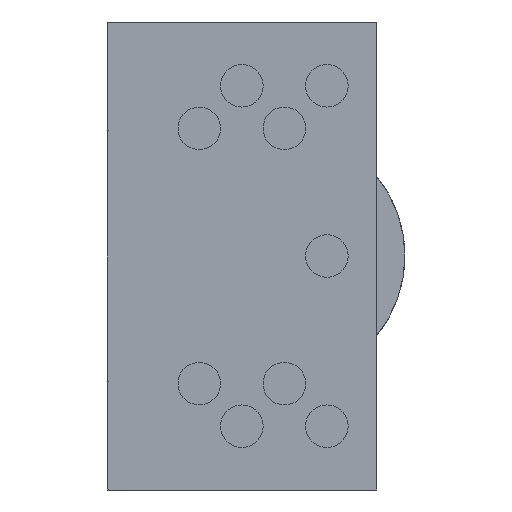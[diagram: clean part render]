
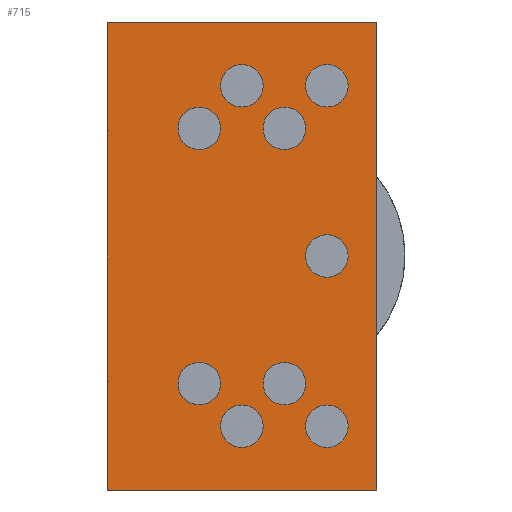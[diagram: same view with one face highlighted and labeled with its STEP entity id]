
A CAD part, front view. The second image highlights one B-rep face of the part: STEP entity #715.
In plain terms, the highlighted planar face has unit normal (0, -1, 0).
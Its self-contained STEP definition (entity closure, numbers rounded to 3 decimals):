
#15=FACE_BOUND('',#237,.T.);
#16=FACE_BOUND('',#238,.T.);
#17=FACE_BOUND('',#239,.T.);
#18=FACE_BOUND('',#240,.T.);
#19=FACE_BOUND('',#241,.T.);
#20=FACE_BOUND('',#242,.T.);
#21=FACE_BOUND('',#243,.T.);
#22=FACE_BOUND('',#244,.T.);
#23=FACE_BOUND('',#245,.T.);
#40=PLANE('',#828);
#76=LINE('',#1475,#119);
#77=LINE('',#1477,#120);
#78=LINE('',#1479,#121);
#79=LINE('',#1481,#122);
#80=LINE('',#1483,#123);
#81=LINE('',#1484,#124);
#119=VECTOR('',#1040,10.);
#120=VECTOR('',#1041,10.);
#121=VECTOR('',#1042,10.);
#122=VECTOR('',#1043,10.);
#123=VECTOR('',#1044,10.);
#124=VECTOR('',#1045,10.);
#191=FACE_OUTER_BOUND('',#236,.T.);
#236=EDGE_LOOP('',(#619,#620,#621,#622,#623,#624));
#237=EDGE_LOOP('',(#625,#626));
#238=EDGE_LOOP('',(#627,#628));
#239=EDGE_LOOP('',(#629,#630));
#240=EDGE_LOOP('',(#631,#632));
#241=EDGE_LOOP('',(#633,#634));
#242=EDGE_LOOP('',(#635,#636));
#243=EDGE_LOOP('',(#637,#638));
#244=EDGE_LOOP('',(#639,#640));
#245=EDGE_LOOP('',(#641,#642));
#260=CIRCLE('',#763,1.5);
#261=CIRCLE('',#764,1.5);
#264=CIRCLE('',#769,1.5);
#265=CIRCLE('',#770,1.5);
#268=CIRCLE('',#775,1.5);
#269=CIRCLE('',#776,1.5);
#272=CIRCLE('',#781,1.5);
#273=CIRCLE('',#782,1.5);
#276=CIRCLE('',#787,1.5);
#277=CIRCLE('',#788,1.5);
#280=CIRCLE('',#793,1.5);
#281=CIRCLE('',#794,1.5);
#289=CIRCLE('',#811,1.5);
#290=CIRCLE('',#812,1.5);
#293=CIRCLE('',#817,1.5);
#294=CIRCLE('',#818,1.5);
#297=CIRCLE('',#823,1.5);
#298=CIRCLE('',#824,1.5);
#322=VERTEX_POINT('',#1346);
#323=VERTEX_POINT('',#1347);
#326=VERTEX_POINT('',#1357);
#327=VERTEX_POINT('',#1358);
#330=VERTEX_POINT('',#1368);
#331=VERTEX_POINT('',#1369);
#334=VERTEX_POINT('',#1379);
#335=VERTEX_POINT('',#1380);
#338=VERTEX_POINT('',#1390);
#339=VERTEX_POINT('',#1391);
#342=VERTEX_POINT('',#1401);
#343=VERTEX_POINT('',#1402);
#353=VERTEX_POINT('',#1440);
#354=VERTEX_POINT('',#1441);
#357=VERTEX_POINT('',#1451);
#358=VERTEX_POINT('',#1452);
#361=VERTEX_POINT('',#1462);
#362=VERTEX_POINT('',#1463);
#365=VERTEX_POINT('',#1473);
#366=VERTEX_POINT('',#1474);
#367=VERTEX_POINT('',#1476);
#368=VERTEX_POINT('',#1478);
#369=VERTEX_POINT('',#1480);
#370=VERTEX_POINT('',#1482);
#400=EDGE_CURVE('',#322,#323,#260,.T.);
#401=EDGE_CURVE('',#323,#322,#261,.T.);
#405=EDGE_CURVE('',#326,#327,#264,.T.);
#406=EDGE_CURVE('',#327,#326,#265,.T.);
#410=EDGE_CURVE('',#330,#331,#268,.T.);
#411=EDGE_CURVE('',#331,#330,#269,.T.);
#415=EDGE_CURVE('',#334,#335,#272,.T.);
#416=EDGE_CURVE('',#335,#334,#273,.T.);
#420=EDGE_CURVE('',#338,#339,#276,.T.);
#421=EDGE_CURVE('',#339,#338,#277,.T.);
#425=EDGE_CURVE('',#342,#343,#280,.T.);
#426=EDGE_CURVE('',#343,#342,#281,.T.);
#444=EDGE_CURVE('',#353,#354,#289,.T.);
#445=EDGE_CURVE('',#354,#353,#290,.T.);
#449=EDGE_CURVE('',#357,#358,#293,.T.);
#450=EDGE_CURVE('',#358,#357,#294,.T.);
#454=EDGE_CURVE('',#361,#362,#297,.T.);
#455=EDGE_CURVE('',#362,#361,#298,.T.);
#459=EDGE_CURVE('',#365,#366,#76,.T.);
#460=EDGE_CURVE('',#367,#365,#77,.T.);
#461=EDGE_CURVE('',#368,#367,#78,.T.);
#462=EDGE_CURVE('',#369,#368,#79,.T.);
#463=EDGE_CURVE('',#370,#369,#80,.T.);
#464=EDGE_CURVE('',#366,#370,#81,.T.);
#619=ORIENTED_EDGE('',*,*,#459,.F.);
#620=ORIENTED_EDGE('',*,*,#460,.F.);
#621=ORIENTED_EDGE('',*,*,#461,.F.);
#622=ORIENTED_EDGE('',*,*,#462,.F.);
#623=ORIENTED_EDGE('',*,*,#463,.F.);
#624=ORIENTED_EDGE('',*,*,#464,.F.);
#625=ORIENTED_EDGE('',*,*,#400,.T.);
#626=ORIENTED_EDGE('',*,*,#401,.T.);
#627=ORIENTED_EDGE('',*,*,#405,.T.);
#628=ORIENTED_EDGE('',*,*,#406,.T.);
#629=ORIENTED_EDGE('',*,*,#410,.T.);
#630=ORIENTED_EDGE('',*,*,#411,.T.);
#631=ORIENTED_EDGE('',*,*,#415,.T.);
#632=ORIENTED_EDGE('',*,*,#416,.T.);
#633=ORIENTED_EDGE('',*,*,#420,.T.);
#634=ORIENTED_EDGE('',*,*,#421,.T.);
#635=ORIENTED_EDGE('',*,*,#425,.T.);
#636=ORIENTED_EDGE('',*,*,#426,.T.);
#637=ORIENTED_EDGE('',*,*,#444,.T.);
#638=ORIENTED_EDGE('',*,*,#445,.T.);
#639=ORIENTED_EDGE('',*,*,#449,.T.);
#640=ORIENTED_EDGE('',*,*,#450,.T.);
#641=ORIENTED_EDGE('',*,*,#454,.T.);
#642=ORIENTED_EDGE('',*,*,#455,.T.);
#715=ADVANCED_FACE('',(#191,#15,#16,#17,#18,#19,#20,#21,#22,#23),#40,.F.);
#763=AXIS2_PLACEMENT_3D('',#1348,#890,#891);
#764=AXIS2_PLACEMENT_3D('',#1349,#892,#893);
#769=AXIS2_PLACEMENT_3D('',#1359,#903,#904);
#770=AXIS2_PLACEMENT_3D('',#1360,#905,#906);
#775=AXIS2_PLACEMENT_3D('',#1370,#916,#917);
#776=AXIS2_PLACEMENT_3D('',#1371,#918,#919);
#781=AXIS2_PLACEMENT_3D('',#1381,#929,#930);
#782=AXIS2_PLACEMENT_3D('',#1382,#931,#932);
#787=AXIS2_PLACEMENT_3D('',#1392,#942,#943);
#788=AXIS2_PLACEMENT_3D('',#1393,#944,#945);
#793=AXIS2_PLACEMENT_3D('',#1403,#955,#956);
#794=AXIS2_PLACEMENT_3D('',#1404,#957,#958);
#811=AXIS2_PLACEMENT_3D('',#1442,#1001,#1002);
#812=AXIS2_PLACEMENT_3D('',#1443,#1003,#1004);
#817=AXIS2_PLACEMENT_3D('',#1453,#1014,#1015);
#818=AXIS2_PLACEMENT_3D('',#1454,#1016,#1017);
#823=AXIS2_PLACEMENT_3D('',#1464,#1027,#1028);
#824=AXIS2_PLACEMENT_3D('',#1465,#1029,#1030);
#828=AXIS2_PLACEMENT_3D('',#1472,#1038,#1039);
#890=DIRECTION('center_axis',(0.,1.,0.));
#891=DIRECTION('ref_axis',(-1.,0.,0.));
#892=DIRECTION('center_axis',(0.,1.,0.));
#893=DIRECTION('ref_axis',(-1.,0.,0.));
#903=DIRECTION('center_axis',(0.,1.,0.));
#904=DIRECTION('ref_axis',(-1.,0.,0.));
#905=DIRECTION('center_axis',(0.,1.,0.));
#906=DIRECTION('ref_axis',(-1.,0.,0.));
#916=DIRECTION('center_axis',(0.,1.,0.));
#917=DIRECTION('ref_axis',(1.,0.,0.));
#918=DIRECTION('center_axis',(0.,1.,0.));
#919=DIRECTION('ref_axis',(1.,0.,0.));
#929=DIRECTION('center_axis',(0.,1.,0.));
#930=DIRECTION('ref_axis',(1.,0.,0.));
#931=DIRECTION('center_axis',(0.,1.,0.));
#932=DIRECTION('ref_axis',(1.,0.,0.));
#942=DIRECTION('center_axis',(0.,1.,0.));
#943=DIRECTION('ref_axis',(1.,0.,0.));
#944=DIRECTION('center_axis',(0.,1.,0.));
#945=DIRECTION('ref_axis',(1.,0.,0.));
#955=DIRECTION('center_axis',(0.,1.,0.));
#956=DIRECTION('ref_axis',(1.,0.,0.));
#957=DIRECTION('center_axis',(0.,1.,0.));
#958=DIRECTION('ref_axis',(1.,0.,0.));
#1001=DIRECTION('center_axis',(0.,1.,0.));
#1002=DIRECTION('ref_axis',(-1.,0.,0.));
#1003=DIRECTION('center_axis',(0.,1.,0.));
#1004=DIRECTION('ref_axis',(-1.,0.,0.));
#1014=DIRECTION('center_axis',(0.,1.,0.));
#1015=DIRECTION('ref_axis',(-1.,0.,0.));
#1016=DIRECTION('center_axis',(0.,1.,0.));
#1017=DIRECTION('ref_axis',(-1.,0.,0.));
#1027=DIRECTION('center_axis',(0.,1.,0.));
#1028=DIRECTION('ref_axis',(-1.,0.,0.));
#1029=DIRECTION('center_axis',(0.,1.,0.));
#1030=DIRECTION('ref_axis',(-1.,0.,0.));
#1038=DIRECTION('center_axis',(0.,1.,0.));
#1039=DIRECTION('ref_axis',(0.,0.,1.));
#1040=DIRECTION('',(1.,0.,0.));
#1041=DIRECTION('',(0.,0.,1.));
#1042=DIRECTION('',(0.,0.,1.));
#1043=DIRECTION('',(0.,0.,1.));
#1044=DIRECTION('',(-1.,0.,0.));
#1045=DIRECTION('',(0.,0.,-1.));
#1346=CARTESIAN_POINT('',(5.,0.,-7.5));
#1347=CARTESIAN_POINT('',(8.,0.,-7.5));
#1348=CARTESIAN_POINT('Origin',(6.5,0.,-7.5));
#1349=CARTESIAN_POINT('Origin',(6.5,0.,-7.5));
#1357=CARTESIAN_POINT('',(5.,0.,-25.5));
#1358=CARTESIAN_POINT('',(8.,0.,-25.5));
#1359=CARTESIAN_POINT('Origin',(6.5,0.,-25.5));
#1360=CARTESIAN_POINT('Origin',(6.5,0.,-25.5));
#1368=CARTESIAN_POINT('',(17.,0.,-4.5));
#1369=CARTESIAN_POINT('',(14.,0.,-4.5));
#1370=CARTESIAN_POINT('Origin',(15.5,0.,-4.5));
#1371=CARTESIAN_POINT('Origin',(15.5,0.,-4.5));
#1379=CARTESIAN_POINT('',(11.,0.,-28.5));
#1380=CARTESIAN_POINT('',(8.,0.,-28.5));
#1381=CARTESIAN_POINT('Origin',(9.5,0.,-28.5));
#1382=CARTESIAN_POINT('Origin',(9.5,0.,-28.5));
#1390=CARTESIAN_POINT('',(11.,0.,-4.5));
#1391=CARTESIAN_POINT('',(8.,0.,-4.5));
#1392=CARTESIAN_POINT('Origin',(9.5,0.,-4.5));
#1393=CARTESIAN_POINT('Origin',(9.5,0.,-4.5));
#1401=CARTESIAN_POINT('',(17.,0.,-28.5));
#1402=CARTESIAN_POINT('',(14.,0.,-28.5));
#1403=CARTESIAN_POINT('Origin',(15.5,0.,-28.5));
#1404=CARTESIAN_POINT('Origin',(15.5,0.,-28.5));
#1440=CARTESIAN_POINT('',(11.,0.,-7.5));
#1441=CARTESIAN_POINT('',(14.,0.,-7.5));
#1442=CARTESIAN_POINT('Origin',(12.5,0.,-7.5));
#1443=CARTESIAN_POINT('Origin',(12.5,0.,-7.5));
#1451=CARTESIAN_POINT('',(14.,0.,-16.5));
#1452=CARTESIAN_POINT('',(17.,0.,-16.5));
#1453=CARTESIAN_POINT('Origin',(15.5,0.,-16.5));
#1454=CARTESIAN_POINT('Origin',(15.5,0.,-16.5));
#1462=CARTESIAN_POINT('',(11.,0.,-25.5));
#1463=CARTESIAN_POINT('',(14.,0.,-25.5));
#1464=CARTESIAN_POINT('Origin',(12.5,0.,-25.5));
#1465=CARTESIAN_POINT('Origin',(12.5,0.,-25.5));
#1472=CARTESIAN_POINT('Origin',(9.5,0.,-16.5));
#1473=CARTESIAN_POINT('',(0.,0.,0.));
#1474=CARTESIAN_POINT('',(19.,0.,0.));
#1475=CARTESIAN_POINT('',(0.,0.,0.));
#1476=CARTESIAN_POINT('',(0.,0.,-7.614));
#1477=CARTESIAN_POINT('',(0.,0.,-33.));
#1478=CARTESIAN_POINT('',(0.,0.,-25.386));
#1479=CARTESIAN_POINT('',(0.,0.,-33.));
#1480=CARTESIAN_POINT('',(0.,0.,-33.));
#1481=CARTESIAN_POINT('',(0.,0.,-33.));
#1482=CARTESIAN_POINT('',(19.,0.,-33.));
#1483=CARTESIAN_POINT('',(19.,0.,-33.));
#1484=CARTESIAN_POINT('',(19.,0.,0.));
